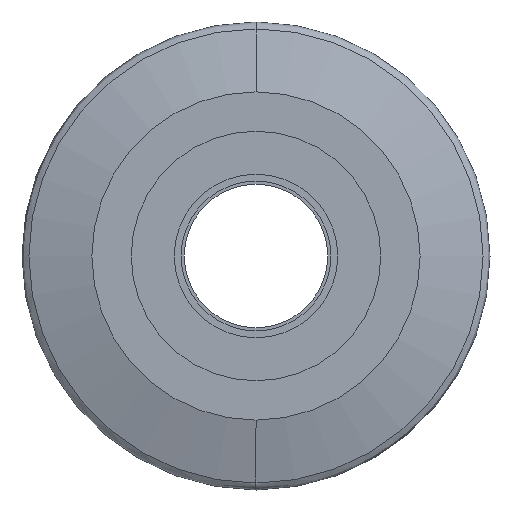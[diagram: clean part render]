
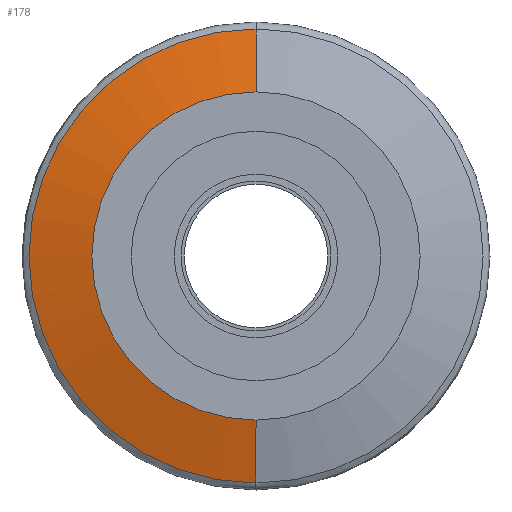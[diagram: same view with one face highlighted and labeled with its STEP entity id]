
A CAD part, left-side view. The second image highlights one B-rep face of the part: STEP entity #178.
In plain terms, the highlighted free-form (B-spline) face has degree [2, 1] with [5, 2] control points.
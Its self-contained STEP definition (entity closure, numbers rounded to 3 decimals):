
#178=ADVANCED_FACE('',(#484),#483,.T.);
#483=( BOUNDED_SURFACE() B_SPLINE_SURFACE( 2,1,((#813,#814),(#815,#816),(#817,#818),(#819,#820),(#821,#822)), .UNSPECIFIED.,.F.,.F.,.F.) B_SPLINE_SURFACE_WITH_KNOTS((3,2,3),(2,2),(0.,0.5,1.),(0.,1.), .UNSPECIFIED. ) GEOMETRIC_REPRESENTATION_ITEM() RATIONAL_B_SPLINE_SURFACE(((1.,1.),(0.707,0.707),(1.,1.),(0.707,0.707),(1.,1.))) REPRESENTATION_ITEM('') SURFACE() );
#484=FACE_OUTER_BOUND('',#823,.T.);
#813=CARTESIAN_POINT('',(-13.048,0.,0.));
#814=CARTESIAN_POINT('',(0.741,0.,-51.461));
#815=CARTESIAN_POINT('',(-13.048,0.,0.));
#816=CARTESIAN_POINT('',(0.741,51.461,-51.461));
#817=CARTESIAN_POINT('',(-13.048,0.,0.));
#818=CARTESIAN_POINT('',(0.741,51.461,0.));
#819=CARTESIAN_POINT('',(-13.048,0.,0.));
#820=CARTESIAN_POINT('',(0.741,51.461,51.461));
#821=CARTESIAN_POINT('',(-13.048,0.,0.));
#822=CARTESIAN_POINT('',(0.741,0.,51.461));
#823=EDGE_LOOP('',(#983,#984,#985,#986));
#983=ORIENTED_EDGE('',*,*,#1061,.T.);
#984=ORIENTED_EDGE('',*,*,#1075,.F.);
#985=ORIENTED_EDGE('',*,*,#1057,.F.);
#986=ORIENTED_EDGE('',*,*,#1076,.T.);
#1057=EDGE_CURVE('',#1371,#1372,#1373,.T.);
#1061=EDGE_CURVE('',#1399,#1400,#1401,.T.);
#1075=EDGE_CURVE('',#1372,#1400,#1487,.T.);
#1076=EDGE_CURVE('',#1371,#1399,#1493,.T.);
#1371=VERTEX_POINT('',#1755);
#1372=VERTEX_POINT('',#1756);
#1373=CIRCLE('',#1760,26.304);
#1399=VERTEX_POINT('',#1775);
#1400=VERTEX_POINT('',#1776);
#1401=CIRCLE('',#1780,36.388);
#1487=(BOUNDED_CURVE() B_SPLINE_CURVE(1,(#1817,#1818),.UNSPECIFIED.,.F.,.F.) B_SPLINE_CURVE_WITH_KNOTS((2,2),(0.511,0.707),.UNSPECIFIED.) CURVE() GEOMETRIC_REPRESENTATION_ITEM() RATIONAL_B_SPLINE_CURVE((1.,1.)) REPRESENTATION_ITEM('') );
#1493=(BOUNDED_CURVE() B_SPLINE_CURVE(1,(#1819,#1820),.UNSPECIFIED.,.F.,.F.) B_SPLINE_CURVE_WITH_KNOTS((2,2),(0.511,0.707),.UNSPECIFIED.) CURVE() GEOMETRIC_REPRESENTATION_ITEM() RATIONAL_B_SPLINE_CURVE((0.75,0.75)) REPRESENTATION_ITEM('') );
#1755=CARTESIAN_POINT('',(-6.,0.,26.304));
#1756=CARTESIAN_POINT('',(-6.,0.,-26.304));
#1757=CARTESIAN_POINT('',(-6.,0.,0.));
#1758=DIRECTION('',(-1.,0.,0.));
#1759=DIRECTION('',(0.,0.,1.));
#1760=AXIS2_PLACEMENT_3D('',#1757,#1758,#1759);
#1775=CARTESIAN_POINT('',(-3.298,0.,36.388));
#1776=CARTESIAN_POINT('',(-3.298,0.,-36.388));
#1777=CARTESIAN_POINT('',(-3.298,0.,0.));
#1778=DIRECTION('',(-1.,0.,0.));
#1779=DIRECTION('',(0.,0.,1.));
#1780=AXIS2_PLACEMENT_3D('',#1777,#1778,#1779);
#1817=CARTESIAN_POINT('',(-6.,0.,-26.304));
#1818=CARTESIAN_POINT('',(-3.298,0.,-36.388));
#1819=CARTESIAN_POINT('',(-6.,0.,26.304));
#1820=CARTESIAN_POINT('',(-3.298,0.,36.388));
